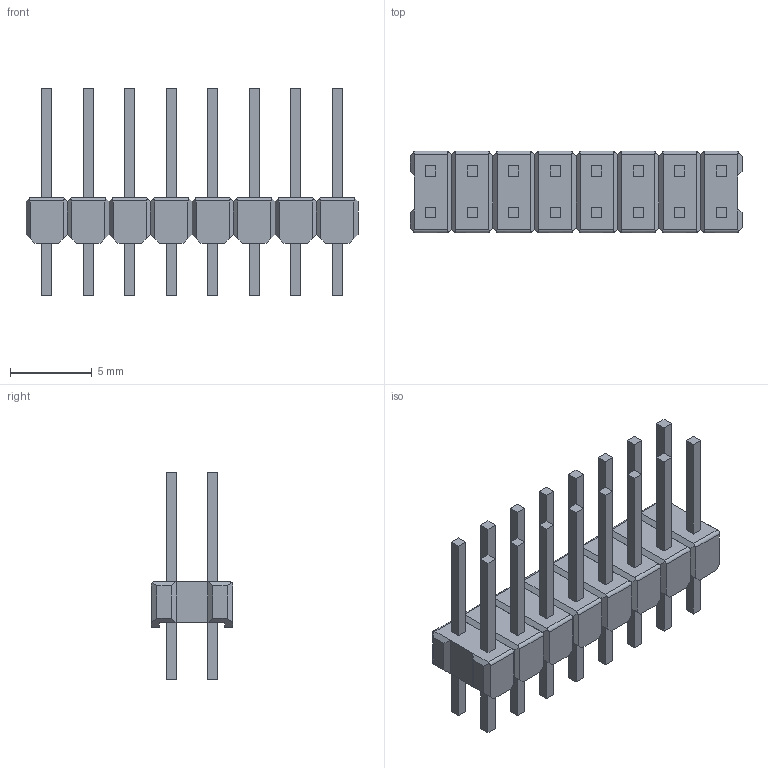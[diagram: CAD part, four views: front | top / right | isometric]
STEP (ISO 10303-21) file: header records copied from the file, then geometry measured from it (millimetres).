
FILE_DESCRIPTION((''),'2;1');
FILE_NAME('C-826632-8','2017-03-30T',('workeradm'),('Tyco Electronics Ltd.'),'CREO PARAMETRIC BY PTC INC, 2016050','CREO PARAMETRIC BY PTC INC, 2016050','');
FILE_SCHEMA(('AUTOMOTIVE_DESIGN { 1 0 10303 214 1 1 1 1 }'));
Length unit declared in the file: millimetre
Products named in the file (1): C-826632-8
Bounding box: 20.32 x 5 x 12.7 mm (x, y, z)
Volume: 312.8 mm3; surface area: 769.3 mm2
Topology: 1 solids, 1 shells, 318 faces, 816 edges, 532 vertices
Faces by surface type: plane 302, cylinder 16
Entity records: 9648 total; most frequent: CARTESIAN_POINT 1876, ORIENTED_EDGE 1632, DIRECTION 1388, EDGE_CURVE 816, VECTOR 752, LINE 752, VERTEX_POINT 532, EDGE_LOOP 350
